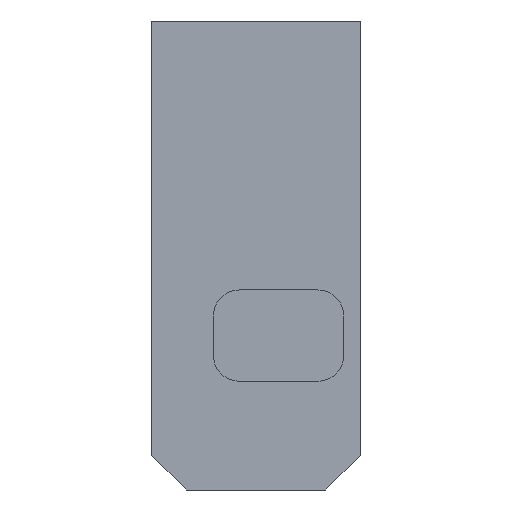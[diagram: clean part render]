
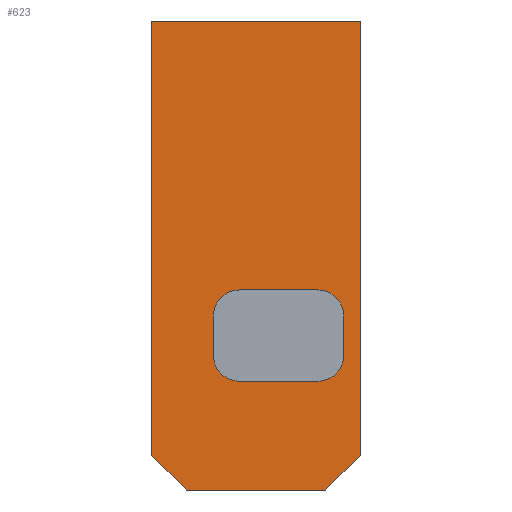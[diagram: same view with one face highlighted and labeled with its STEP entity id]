
A CAD part, left-side view. The second image highlights one B-rep face of the part: STEP entity #623.
In plain terms, the highlighted planar face has unit normal (-1, 0, 0).
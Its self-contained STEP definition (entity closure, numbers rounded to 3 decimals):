
#23=FACE_BOUND('',#114,.T.);
#41=PLANE('',#699);
#75=FACE_OUTER_BOUND('',#113,.T.);
#113=EDGE_LOOP('',(#535,#536,#537,#538,#539,#540));
#114=EDGE_LOOP('',(#541,#542,#543,#544,#545,#546,#547,#548));
#144=LINE('',#951,#202);
#149=LINE('',#966,#207);
#153=LINE('',#979,#211);
#155=LINE('',#985,#213);
#159=LINE('',#995,#217);
#171=LINE('',#1044,#229);
#173=LINE('',#1047,#231);
#174=LINE('',#1049,#232);
#175=LINE('',#1051,#233);
#176=LINE('',#1052,#234);
#202=VECTOR('',#766,10.);
#207=VECTOR('',#779,10.);
#211=VECTOR('',#795,10.);
#213=VECTOR('',#803,10.);
#217=VECTOR('',#811,10.);
#229=VECTOR('',#865,10.);
#231=VECTOR('',#869,10.);
#232=VECTOR('',#870,10.);
#233=VECTOR('',#871,10.);
#234=VECTOR('',#872,10.);
#250=CIRCLE('',#661,1.5);
#252=CIRCLE('',#665,1.5);
#255=CIRCLE('',#671,1.5);
#256=CIRCLE('',#674,1.5);
#287=VERTEX_POINT('',#941);
#288=VERTEX_POINT('',#943);
#290=VERTEX_POINT('',#949);
#293=VERTEX_POINT('',#956);
#294=VERTEX_POINT('',#958);
#296=VERTEX_POINT('',#964);
#299=VERTEX_POINT('',#975);
#300=VERTEX_POINT('',#981);
#303=VERTEX_POINT('',#992);
#304=VERTEX_POINT('',#994);
#319=VERTEX_POINT('',#1041);
#320=VERTEX_POINT('',#1043);
#321=VERTEX_POINT('',#1048);
#322=VERTEX_POINT('',#1050);
#350=EDGE_CURVE('',#287,#288,#250,.T.);
#354=EDGE_CURVE('',#287,#290,#144,.T.);
#357=EDGE_CURVE('',#293,#294,#252,.T.);
#361=EDGE_CURVE('',#293,#296,#149,.T.);
#367=EDGE_CURVE('',#299,#296,#255,.T.);
#368=EDGE_CURVE('',#299,#288,#153,.T.);
#370=EDGE_CURVE('',#300,#290,#256,.T.);
#371=EDGE_CURVE('',#300,#294,#155,.T.);
#375=EDGE_CURVE('',#303,#304,#159,.T.);
#399=EDGE_CURVE('',#319,#320,#171,.F.);
#401=EDGE_CURVE('',#319,#304,#173,.T.);
#402=EDGE_CURVE('',#303,#321,#174,.T.);
#403=EDGE_CURVE('',#322,#321,#175,.F.);
#404=EDGE_CURVE('',#322,#320,#176,.F.);
#535=ORIENTED_EDGE('',*,*,#399,.F.);
#536=ORIENTED_EDGE('',*,*,#401,.T.);
#537=ORIENTED_EDGE('',*,*,#375,.F.);
#538=ORIENTED_EDGE('',*,*,#402,.T.);
#539=ORIENTED_EDGE('',*,*,#403,.F.);
#540=ORIENTED_EDGE('',*,*,#404,.T.);
#541=ORIENTED_EDGE('',*,*,#371,.T.);
#542=ORIENTED_EDGE('',*,*,#357,.F.);
#543=ORIENTED_EDGE('',*,*,#361,.T.);
#544=ORIENTED_EDGE('',*,*,#367,.F.);
#545=ORIENTED_EDGE('',*,*,#368,.T.);
#546=ORIENTED_EDGE('',*,*,#350,.F.);
#547=ORIENTED_EDGE('',*,*,#354,.T.);
#548=ORIENTED_EDGE('',*,*,#370,.F.);
#623=ADVANCED_FACE('',(#75,#23),#41,.T.);
#661=AXIS2_PLACEMENT_3D('',#944,#759,#760);
#665=AXIS2_PLACEMENT_3D('',#959,#772,#773);
#671=AXIS2_PLACEMENT_3D('',#977,#791,#792);
#674=AXIS2_PLACEMENT_3D('',#983,#799,#800);
#699=AXIS2_PLACEMENT_3D('',#1046,#867,#868);
#759=DIRECTION('center_axis',(-1.,0.,0.));
#760=DIRECTION('ref_axis',(0.,0.,-1.));
#766=DIRECTION('',(0.,1.,0.));
#772=DIRECTION('center_axis',(-1.,0.,0.));
#773=DIRECTION('ref_axis',(0.,0.,1.));
#779=DIRECTION('',(0.,-1.,0.));
#791=DIRECTION('center_axis',(-1.,0.,0.));
#792=DIRECTION('ref_axis',(0.,-1.,0.));
#795=DIRECTION('',(0.,0.,-1.));
#799=DIRECTION('center_axis',(-1.,0.,0.));
#800=DIRECTION('ref_axis',(0.,1.,0.));
#803=DIRECTION('',(0.,0.,1.));
#811=DIRECTION('',(0.,-1.,0.));
#865=DIRECTION('',(0.,-0.707,0.707));
#867=DIRECTION('center_axis',(-1.,0.,0.));
#868=DIRECTION('ref_axis',(0.,1.,0.));
#869=DIRECTION('',(0.,0.,1.));
#870=DIRECTION('',(0.,0.,-1.));
#871=DIRECTION('',(0.,-0.707,-0.707));
#872=DIRECTION('',(0.,1.,0.));
#941=CARTESIAN_POINT('',(8.357,123.15,87.55));
#943=CARTESIAN_POINT('',(8.357,121.65,89.05));
#944=CARTESIAN_POINT('Origin',(8.357,123.15,89.05));
#949=CARTESIAN_POINT('',(8.357,127.65,87.55));
#951=CARTESIAN_POINT('',(8.357,122.425,87.55));
#956=CARTESIAN_POINT('',(8.357,127.65,92.8));
#958=CARTESIAN_POINT('',(8.357,129.15,91.3));
#959=CARTESIAN_POINT('Origin',(8.357,127.65,91.3));
#964=CARTESIAN_POINT('',(8.357,123.15,92.8));
#966=CARTESIAN_POINT('',(8.357,128.65,92.8));
#975=CARTESIAN_POINT('',(8.357,121.65,91.3));
#977=CARTESIAN_POINT('Origin',(8.357,123.15,91.3));
#979=CARTESIAN_POINT('',(8.357,121.65,97.475));
#981=CARTESIAN_POINT('',(8.357,129.15,89.05));
#983=CARTESIAN_POINT('Origin',(8.357,127.65,89.05));
#985=CARTESIAN_POINT('',(8.357,129.15,99.85));
#992=CARTESIAN_POINT('',(8.357,132.7,108.2));
#994=CARTESIAN_POINT('',(8.357,120.7,108.2));
#995=CARTESIAN_POINT('',(8.357,125.2,108.2));
#1041=CARTESIAN_POINT('',(8.357,120.7,83.3));
#1043=CARTESIAN_POINT('',(8.357,122.7,81.3));
#1044=CARTESIAN_POINT('',(8.357,115.85,88.15));
#1046=CARTESIAN_POINT('Origin',(8.357,122.7,106.7));
#1047=CARTESIAN_POINT('',(8.357,120.7,106.7));
#1048=CARTESIAN_POINT('',(8.357,132.7,83.3));
#1049=CARTESIAN_POINT('',(8.357,132.7,106.7));
#1050=CARTESIAN_POINT('',(8.357,130.7,81.3));
#1051=CARTESIAN_POINT('',(8.357,135.55,86.15));
#1052=CARTESIAN_POINT('',(8.357,125.2,81.3));
